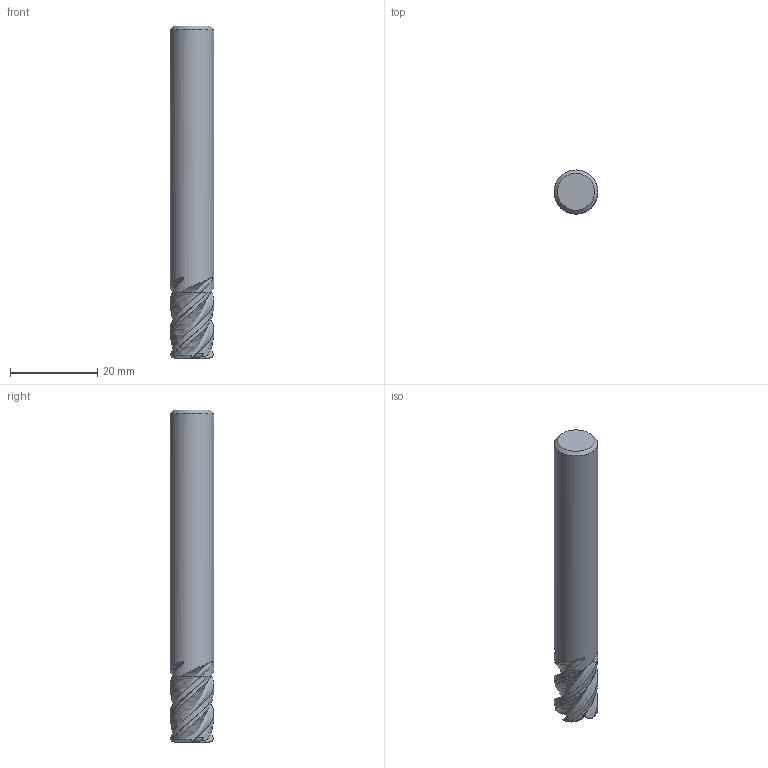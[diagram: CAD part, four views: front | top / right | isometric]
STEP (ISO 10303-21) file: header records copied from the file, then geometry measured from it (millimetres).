
FILE_DESCRIPTION(/* description */ (''),/* implementation_level */ '2;1');
FILE_NAME(/* name */ 'F4AJ1000AWL50R100_GTM.stp',/* time_stamp */ '2020-06-10T13:03:51+06:00',/* author */ (''),/* organization */ (''),/* preprocessor_version */ 'ST-DEVELOPER v16.7',/* originating_system */ 'SIEMENS PLM Software NX 12.0',/* authorisation */ '');
FILE_SCHEMA (('AUTOMOTIVE_DESIGN { 1 0 10303 214 3 1 1 1 }'));
Length unit declared in the file: millimetre
Products named in the file (1): F4AJ1000AWL50R100_GTM
Bounding box: 10 x 10 x 76 mm (x, y, z)
Volume: 5570.4 mm3; surface area: 2794.4 mm2
Topology: 2 solids, 2 shells, 50 faces, 142 edges, 106 vertices
Faces by surface type: bspline 28, plane 12, cylinder 5, torus 4, cone 1
Full cylindrical faces by diameter (mm): 10 x1
Entity records: 11373 total; most frequent: CARTESIAN_POINT 10245, ORIENTED_EDGE 268, DIRECTION 140, EDGE_CURVE 134, VERTEX_POINT 90, B_SPLINE_CURVE_WITH_KNOTS 62, AXIS2_PLACEMENT_3D 62, EDGE_LOOP 52
